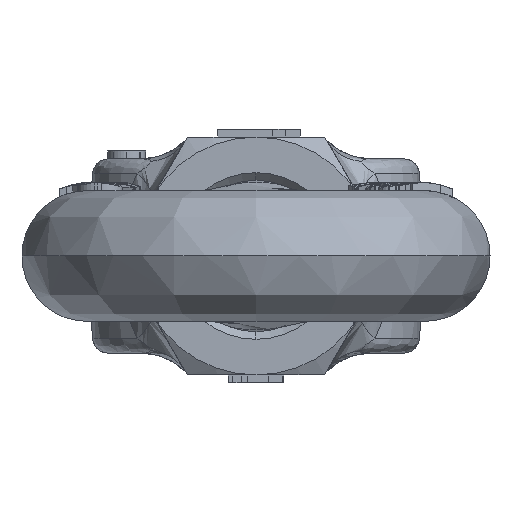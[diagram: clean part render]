
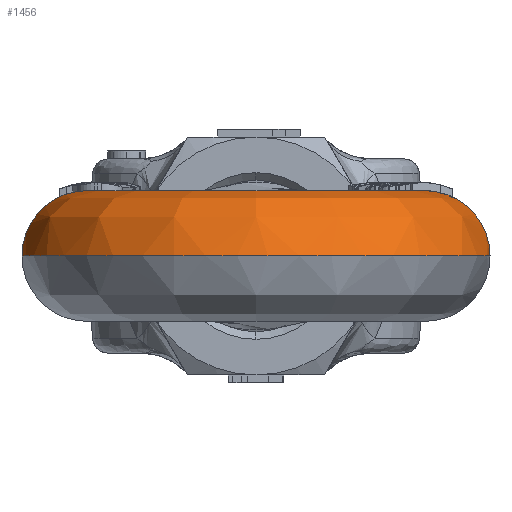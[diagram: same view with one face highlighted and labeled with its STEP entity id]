
A CAD part, left-side view. The second image highlights one B-rep face of the part: STEP entity #1456.
In plain terms, the highlighted free-form (B-spline) face has degree [3, 3] with [7, 7] control points.
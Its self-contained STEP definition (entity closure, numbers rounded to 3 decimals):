
#1456=ADVANCED_FACE('NONE',(#3225),#3226,.T.);
#3225=FACE_OUTER_BOUND('',#9942,.T.);
#3226=(B_SPLINE_SURFACE(3,3,((#9944,#9945,#9946,#9947,#9948,#9949,#9950),(#9951,#9952,#9953,#9954,#9955,#9956,#9957),(#9958,#9959,#9960,#9961,#9962,#9963,#9964),(#9965,#9966,#9967,#9968,#9969,#9970,#9971),(#9972,#9973,#9974,#9975,#9976,#9977,#9978),(#9979,#9980,#9981,#9982,#9983,#9984,#9985),(#9986,#9987,#9988,#9989,#9990,#9991,#9992)),.UNSPECIFIED.,.T.,.F.,.F.)B_SPLINE_SURFACE_WITH_KNOTS((4,3,4),(4,3,4),(0.0,0.5,1.0),(0.0,0.5,1.0),.UNSPECIFIED.)RATIONAL_B_SPLINE_SURFACE(((1.0,0.802,0.802,1.0,0.802,0.802,1.0),(0.333,0.267,0.267,0.333,0.267,0.267,0.333),(0.333,0.267,0.267,0.333,0.267,0.267,0.333),(1.0,0.802,0.802,1.0,0.802,0.802,1.0),(0.333,0.267,0.267,0.333,0.267,0.267,0.333),(0.333,0.267,0.267,0.333,0.267,0.267,0.333),(1.0,0.802,0.802,1.0,0.802,0.802,1.0)))BOUNDED_SURFACE()REPRESENTATION_ITEM('')GEOMETRIC_REPRESENTATION_ITEM()SURFACE());
#9942=EDGE_LOOP('',(#18007,#18008,#18009,#18010));
#9944=CARTESIAN_POINT('',(-146.727,305.139,392.342));
#9945=CARTESIAN_POINT('',(-164.14,305.306,392.342));
#9946=CARTESIAN_POINT('',(-176.512,293.053,392.342));
#9947=CARTESIAN_POINT('',(-176.512,275.64,392.342));
#9948=CARTESIAN_POINT('',(-176.512,258.227,392.342));
#9949=CARTESIAN_POINT('',(-164.14,245.974,392.342));
#9950=CARTESIAN_POINT('',(-146.727,246.141,392.342));
#9951=CARTESIAN_POINT('',(-146.727,305.139,375.842));
#9952=CARTESIAN_POINT('',(-164.14,305.306,375.842));
#9953=CARTESIAN_POINT('',(-176.512,293.053,375.842));
#9954=CARTESIAN_POINT('',(-176.512,275.64,375.842));
#9955=CARTESIAN_POINT('',(-176.512,258.227,375.842));
#9956=CARTESIAN_POINT('',(-164.14,245.974,375.842));
#9957=CARTESIAN_POINT('',(-146.727,246.141,375.842));
#9958=CARTESIAN_POINT('',(-146.886,288.639,375.842));
#9959=CARTESIAN_POINT('',(-154.56,288.713,375.842));
#9960=CARTESIAN_POINT('',(-160.012,283.314,375.842));
#9961=CARTESIAN_POINT('',(-160.012,275.64,375.842));
#9962=CARTESIAN_POINT('',(-160.012,267.967,375.842));
#9963=CARTESIAN_POINT('',(-154.56,262.567,375.842));
#9964=CARTESIAN_POINT('',(-146.886,262.641,375.842));
#9965=CARTESIAN_POINT('',(-146.886,288.639,392.342));
#9966=CARTESIAN_POINT('',(-154.56,288.713,392.342));
#9967=CARTESIAN_POINT('',(-160.012,283.314,392.342));
#9968=CARTESIAN_POINT('',(-160.012,275.64,392.342));
#9969=CARTESIAN_POINT('',(-160.012,267.967,392.342));
#9970=CARTESIAN_POINT('',(-154.56,262.567,392.342));
#9971=CARTESIAN_POINT('',(-146.886,262.641,392.342));
#9972=CARTESIAN_POINT('',(-146.886,288.639,408.842));
#9973=CARTESIAN_POINT('',(-154.56,288.713,408.842));
#9974=CARTESIAN_POINT('',(-160.012,283.314,408.842));
#9975=CARTESIAN_POINT('',(-160.012,275.64,408.842));
#9976=CARTESIAN_POINT('',(-160.012,267.967,408.842));
#9977=CARTESIAN_POINT('',(-154.56,262.567,408.842));
#9978=CARTESIAN_POINT('',(-146.886,262.641,408.842));
#9979=CARTESIAN_POINT('',(-146.727,305.139,408.842));
#9980=CARTESIAN_POINT('',(-164.14,305.306,408.842));
#9981=CARTESIAN_POINT('',(-176.512,293.053,408.842));
#9982=CARTESIAN_POINT('',(-176.512,275.64,408.842));
#9983=CARTESIAN_POINT('',(-176.512,258.227,408.842));
#9984=CARTESIAN_POINT('',(-164.14,245.974,408.842));
#9985=CARTESIAN_POINT('',(-146.727,246.141,408.842));
#9986=CARTESIAN_POINT('',(-146.727,305.139,392.342));
#9987=CARTESIAN_POINT('',(-164.14,305.306,392.342));
#9988=CARTESIAN_POINT('',(-176.512,293.053,392.342));
#9989=CARTESIAN_POINT('',(-176.512,275.64,392.342));
#9990=CARTESIAN_POINT('',(-176.512,258.227,392.342));
#9991=CARTESIAN_POINT('',(-164.14,245.974,392.342));
#9992=CARTESIAN_POINT('',(-146.727,246.141,392.342));
#18007=ORIENTED_EDGE('',*,*,#22139,.F.);
#18008=ORIENTED_EDGE('',*,*,#22140,.F.);
#18009=ORIENTED_EDGE('',*,*,#22141,.T.);
#18010=ORIENTED_EDGE('',*,*,#22142,.F.);
#22139=EDGE_CURVE('',#25140,#25141,#25142,.T.);
#22140=EDGE_CURVE('NONE',#25143,#25140,#25144,.T.);
#22141=EDGE_CURVE('',#25143,#25145,#25146,.T.);
#22142=EDGE_CURVE('NONE',#25141,#25145,#25147,.T.);
#25140=VERTEX_POINT('NONE',#32721);
#25141=VERTEX_POINT('NONE',#32722);
#25142=(B_SPLINE_CURVE(3,(#32724,#32725,#32726,#32727,#32728,#32729,#32730),.UNSPECIFIED.,.F.,.F.)B_SPLINE_CURVE_WITH_KNOTS((4,3,4),(-1.0,-0.5,-0.0),.UNSPECIFIED.)RATIONAL_B_SPLINE_CURVE((1.0,0.802,0.802,1.0,0.802,0.802,1.0))BOUNDED_CURVE()REPRESENTATION_ITEM('')GEOMETRIC_REPRESENTATION_ITEM()CURVE());
#25143=VERTEX_POINT('',#32737);
#25144=CIRCLE('',#32738,8.25);
#25145=VERTEX_POINT('',#32739);
#25146=(B_SPLINE_CURVE(3,(#32741,#32742,#32743,#32744,#32745,#32746,#32747),.UNSPECIFIED.,.F.,.F.)B_SPLINE_CURVE_WITH_KNOTS((4,3,4),(-1.0,-0.5,-0.0),.UNSPECIFIED.)RATIONAL_B_SPLINE_CURVE((1.0,0.802,0.802,1.0,0.802,0.802,1.0))BOUNDED_CURVE()REPRESENTATION_ITEM('')GEOMETRIC_REPRESENTATION_ITEM()CURVE());
#25147=CIRCLE('',#32754,8.25);
#32721=CARTESIAN_POINT('',(-146.727,246.141,392.342));
#32722=CARTESIAN_POINT('',(-146.727,305.139,392.342));
#32724=CARTESIAN_POINT('',(-146.727,246.141,392.342));
#32725=CARTESIAN_POINT('',(-164.14,245.974,392.342));
#32726=CARTESIAN_POINT('',(-176.512,258.227,392.342));
#32727=CARTESIAN_POINT('',(-176.512,275.64,392.342));
#32728=CARTESIAN_POINT('',(-176.512,293.053,392.342));
#32729=CARTESIAN_POINT('',(-164.14,305.306,392.342));
#32730=CARTESIAN_POINT('',(-146.727,305.139,392.342));
#32737=CARTESIAN_POINT('',(-146.886,262.641,392.342));
#32738=AXIS2_PLACEMENT_3D('',#41459,#41460,#41461);
#32739=CARTESIAN_POINT('',(-146.886,288.639,392.342));
#32741=CARTESIAN_POINT('',(-146.886,262.641,392.342));
#32742=CARTESIAN_POINT('',(-154.56,262.567,392.342));
#32743=CARTESIAN_POINT('',(-160.012,267.967,392.342));
#32744=CARTESIAN_POINT('',(-160.012,275.64,392.342));
#32745=CARTESIAN_POINT('',(-160.012,283.314,392.342));
#32746=CARTESIAN_POINT('',(-154.56,288.713,392.342));
#32747=CARTESIAN_POINT('',(-146.886,288.639,392.342));
#32754=AXIS2_PLACEMENT_3D('',#41462,#41463,#41464);
#41459=CARTESIAN_POINT('',(-146.807,254.391,392.342));
#41460=DIRECTION('',(1.,0.01,0.0));
#41461=DIRECTION('',(0.01,-1.,0.0));
#41462=CARTESIAN_POINT('',(-146.807,296.889,392.342));
#41463=DIRECTION('',(1.,-0.01,0.0));
#41464=DIRECTION('',(0.01,1.,0.0));
